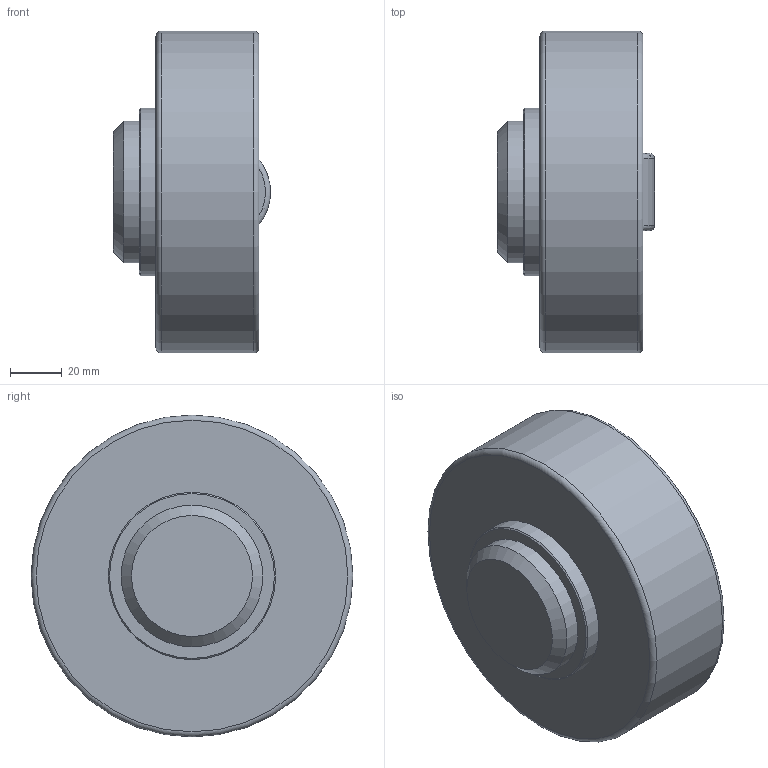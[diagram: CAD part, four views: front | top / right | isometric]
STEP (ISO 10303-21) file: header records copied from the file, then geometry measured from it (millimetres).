
FILE_DESCRIPTION(/* description */ ('-','CAx-IF Rec.Pracs.---Representation and Presentation of Product Manufacturing Information (PMI)---4.0---2014-10-13'),/* implementation_level */ '2;1');
FILE_NAME(/* name */ '65df1034-5638-4861-bea3-9e4bfb27f7b4.stp',/* time_stamp */ '2020-04-01T16:11:49+02:00',/* author */ ('-'),/* organization */ ('NTI CADcenter A/S'),/* preprocessor_version */ 'ST-DEVELOPER v18',/* originating_system */ 'Autodesk Inventor 2020',/* authorisation */ '-');
FILE_SCHEMA (('AP242_MANAGED_MODEL_BASED_3D_ENGINEERING_MIM_LF { 1 0 10303 442 1 1 4 }'));
Length unit declared in the file: millimetre
Products named in the file (1): PAS 125.0200_Kontur
Bounding box: 61 x 125 x 125 mm (x, y, z)
Volume: 536478.8 mm3; surface area: 42317.7 mm2
Topology: 1 solids, 1 shells, 16 faces, 38 edges, 27 vertices
Faces by surface type: plane 6, cylinder 4, torus 4, cone 2
Full cylindrical faces by diameter (mm): 55 x1, 65 x1, 125 x1
Entity records: 556 total; most frequent: CARTESIAN_POINT 118, DIRECTION 93, ORIENTED_EDGE 76, AXIS2_PLACEMENT_3D 42, EDGE_CURVE 38, VERTEX_POINT 27, CIRCLE 25, EDGE_LOOP 19
